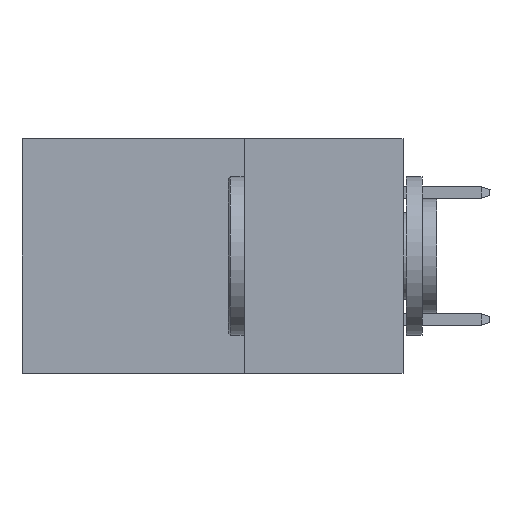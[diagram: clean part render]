
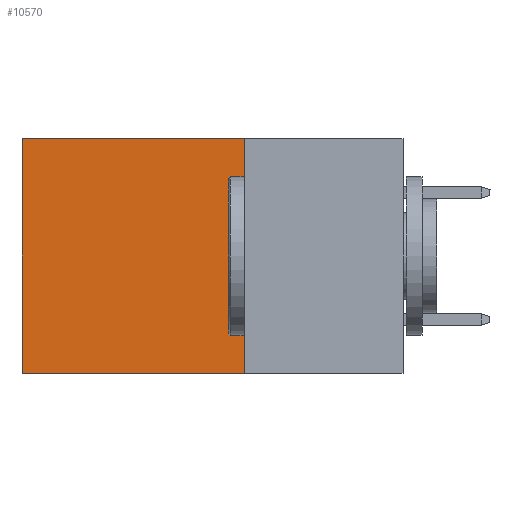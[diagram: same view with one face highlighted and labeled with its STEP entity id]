
A CAD part, left-side view. The second image highlights one B-rep face of the part: STEP entity #10570.
In plain terms, the highlighted planar face has unit normal (-1, 0, 0).
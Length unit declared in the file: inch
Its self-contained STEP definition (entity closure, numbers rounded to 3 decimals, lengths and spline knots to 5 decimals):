
#336 = LINE ( 'NONE', #19086, #25244 ) ;
#1277 = VERTEX_POINT ( 'NONE', #4287 ) ;
#1410 = FACE_OUTER_BOUND ( 'NONE', #12853, .T. ) ;
#4287 = CARTESIAN_POINT ( 'NONE',  ( 0.2875, 0.6, 0. ) ) ;
#5123 = VECTOR ( 'NONE', #12797, 39.37008 ) ;
#7105 = VERTEX_POINT ( 'NONE', #29040 ) ;
#7618 = CARTESIAN_POINT ( 'NONE',  ( 0.2875, 0.25, -0.37 ) ) ;
#9061 = DIRECTION ( 'NONE',  ( 0., 1., 0. ) ) ;
#10570 = ADVANCED_FACE ( 'NONE', ( #1410 ), #17957, .F. ) ;
#12797 = DIRECTION ( 'NONE',  ( 0., 0., -1. ) ) ;
#12853 = EDGE_LOOP ( 'NONE', ( #27069, #19734, #23600, #21573 ) ) ;
#13708 = VERTEX_POINT ( 'NONE', #25109 ) ;
#14137 = DIRECTION ( 'NONE',  ( 0., 0., -1. ) ) ;
#14801 = EDGE_CURVE ( 'NONE', #1277, #13708, #336, .T. ) ;
#14844 = DIRECTION ( 'NONE',  ( 1., 0., 0. ) ) ;
#17957 = PLANE ( 'NONE',  #21312 ) ;
#19086 = CARTESIAN_POINT ( 'NONE',  ( 0.2875, 0.6, 0. ) ) ;
#19734 = ORIENTED_EDGE ( 'NONE', *, *, #33978, .F. ) ;
#21312 = AXIS2_PLACEMENT_3D ( 'NONE', #31391, #14844, #32100 ) ;
#21573 = ORIENTED_EDGE ( 'NONE', *, *, #24620, .T. ) ;
#23336 = VECTOR ( 'NONE', #30068, 39.37008 ) ;
#23600 = ORIENTED_EDGE ( 'NONE', *, *, #33930, .F. ) ;
#24620 = EDGE_CURVE ( 'NONE', #35088, #1277, #25798, .T. ) ;
#25021 = VECTOR ( 'NONE', #9061, 39.37008 ) ;
#25109 = CARTESIAN_POINT ( 'NONE',  ( 0.2875, 0.6, -0.37 ) ) ;
#25244 = VECTOR ( 'NONE', #14137, 39.37008 ) ;
#25798 = LINE ( 'NONE', #31849, #25021 ) ;
#26399 = CARTESIAN_POINT ( 'NONE',  ( 0.2875, 0.25, 0. ) ) ;
#26752 = LINE ( 'NONE', #27105, #5123 ) ;
#27069 = ORIENTED_EDGE ( 'NONE', *, *, #14801, .T. ) ;
#27105 = CARTESIAN_POINT ( 'NONE',  ( 0.2875, 0.25, 0. ) ) ;
#29040 = CARTESIAN_POINT ( 'NONE',  ( 0.2875, 0.25, -0.37 ) ) ;
#30068 = DIRECTION ( 'NONE',  ( 0., 1., 0. ) ) ;
#31391 = CARTESIAN_POINT ( 'NONE',  ( 0.2875, 0.25, 0. ) ) ;
#31849 = CARTESIAN_POINT ( 'NONE',  ( 0.2875, 0.25, 0. ) ) ;
#32100 = DIRECTION ( 'NONE',  ( 0., 0., -1. ) ) ;
#32815 = LINE ( 'NONE', #7618, #23336 ) ;
#33930 = EDGE_CURVE ( 'NONE', #35088, #7105, #26752, .T. ) ;
#33978 = EDGE_CURVE ( 'NONE', #7105, #13708, #32815, .T. ) ;
#35088 = VERTEX_POINT ( 'NONE', #26399 ) ;
